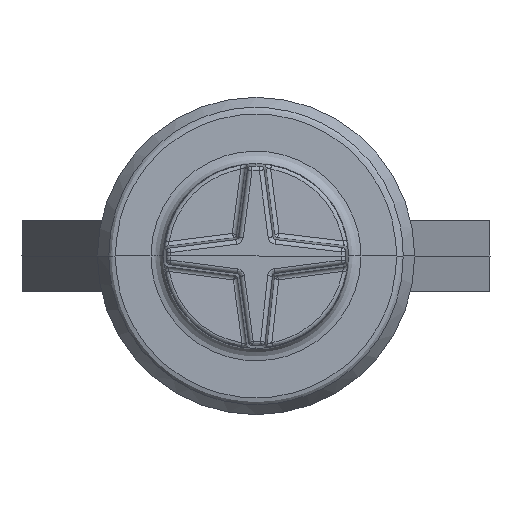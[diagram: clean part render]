
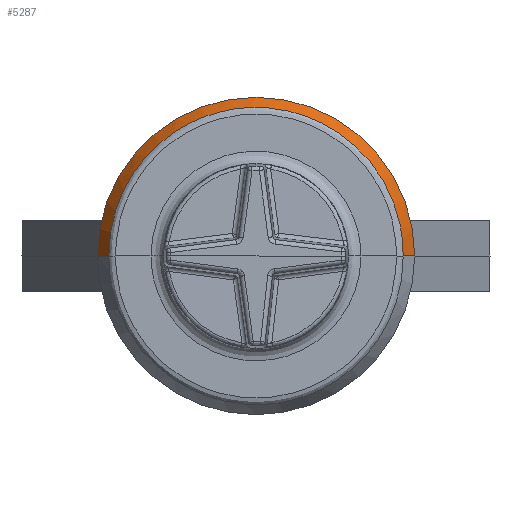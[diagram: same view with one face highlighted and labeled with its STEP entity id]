
A CAD part, left-side view. The second image highlights one B-rep face of the part: STEP entity #5287.
In plain terms, the highlighted conical face has half-angle 30 degrees and reference radius 10.16 mm.
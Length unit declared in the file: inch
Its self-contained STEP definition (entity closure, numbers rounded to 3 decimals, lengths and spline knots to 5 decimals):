
#7 = EDGE_LOOP ( 'NONE', ( #6775, #6702, #2198, #6620, #5540 ) ) ;
#210 = CARTESIAN_POINT ( 'NONE',  ( -0.24623, -0.13386, 0.35023 ) ) ;
#326 = VERTEX_POINT ( 'NONE', #6116 ) ;
#349 = B_SPLINE_CURVE_WITH_KNOTS ( 'NONE', 3,
 ( #1907, #6140, #2950, #6187, #6241, #2433, #5088, #3983, #6706, #2907, #4082, #6683, #5156, #1334, #5699, #2454, #4054, #210, #3000, #729, #4003, #794, #3479, #2976, #749, #1843, #5628, #2380, #773, #4578 ),
 .UNSPECIFIED., .F., .F.,
 ( 4, 2, 2, 2, 2, 2, 2, 2, 2, 2, 2, 2, 2, 2, 4 ),
 ( 0., 0.0625, 0.125, 0.1875, 0.25, 0.3125, 0.375, 0.5, 0.625, 0.6875, 0.75, 0.8125, 0.875, 0.9375, 1. ),
 .UNSPECIFIED. ) ;
#405 = VERTEX_POINT ( 'NONE', #1732 ) ;
#470 = VERTEX_POINT ( 'NONE', #4890 ) ;
#659 = AXIS2_PLACEMENT_3D ( 'NONE', #3863, #3266, #1619 ) ;
#722 = CARTESIAN_POINT ( 'NONE',  ( -0.2018, 0., 0. ) ) ;
#729 = CARTESIAN_POINT ( 'NONE',  ( -0.24678, -0.19424, 0.32045 ) ) ;
#749 = CARTESIAN_POINT ( 'NONE',  ( -0.24883, -0.31849, 0.19585 ) ) ;
#773 = CARTESIAN_POINT ( 'NONE',  ( -0.25143, -0.37135, 0.03122 ) ) ;
#794 = CARTESIAN_POINT ( 'NONE',  ( -0.24753, -0.25213, 0.27678 ) ) ;
#929 = DIRECTION ( 'NONE',  ( 0., 0., 1. ) ) ;
#1004 = DIRECTION ( 'NONE',  ( 0.866, 0.5, 0. ) ) ;
#1026 = CIRCLE ( 'NONE', #3288, 0.4 ) ;
#1334 = CARTESIAN_POINT ( 'NONE',  ( -0.24583, 0.07342, 0.36971 ) ) ;
#1619 = DIRECTION ( 'NONE',  ( 0., 1., 0. ) ) ;
#1732 = CARTESIAN_POINT ( 'NONE',  ( -0.2018, 0., 0.4 ) ) ;
#1843 = CARTESIAN_POINT ( 'NONE',  ( -0.24961, -0.34366, 0.14613 ) ) ;
#1907 = CARTESIAN_POINT ( 'NONE',  ( -0.25195, 0.37105, 0. ) ) ;
#1920 = EDGE_CURVE ( 'NONE', #3410, #3698, #349, .T. ) ;
#2017 = CIRCLE ( 'NONE', #3936, 0.4 ) ;
#2198 = ORIENTED_EDGE ( 'NONE', *, *, #4903, .F. ) ;
#2282 = EDGE_CURVE ( 'NONE', #3410, #326, #6384, .T. ) ;
#2380 = CARTESIAN_POINT ( 'NONE',  ( -0.25094, -0.36767, 0.06162 ) ) ;
#2433 = CARTESIAN_POINT ( 'NONE',  ( -0.24882, 0.31838, 0.19604 ) ) ;
#2454 = CARTESIAN_POINT ( 'NONE',  ( -0.24571, -0.0353, 0.37462 ) ) ;
#2819 = DIRECTION ( 'NONE',  ( 1., 0., 0. ) ) ;
#2907 = CARTESIAN_POINT ( 'NONE',  ( -0.247, 0.21379, 0.30773 ) ) ;
#2950 = CARTESIAN_POINT ( 'NONE',  ( -0.25094, 0.36767, 0.06168 ) ) ;
#2976 = CARTESIAN_POINT ( 'NONE',  ( -0.24847, -0.30349, 0.21852 ) ) ;
#3000 = CARTESIAN_POINT ( 'NONE',  ( -0.24639, -0.15412, 0.34181 ) ) ;
#3245 = FACE_OUTER_BOUND ( 'NONE', #7, .T. ) ;
#3266 = DIRECTION ( 'NONE',  ( 1., 0., 0. ) ) ;
#3288 = AXIS2_PLACEMENT_3D ( 'NONE', #722, #2819, #4953 ) ;
#3410 = VERTEX_POINT ( 'NONE', #5473 ) ;
#3479 = CARTESIAN_POINT ( 'NONE',  ( -0.24782, -0.2703, 0.25898 ) ) ;
#3606 = EDGE_CURVE ( 'NONE', #3698, #470, #4589, .T. ) ;
#3698 = VERTEX_POINT ( 'NONE', #4481 ) ;
#3844 = CONICAL_SURFACE ( 'NONE', #659, 0.4, 0.524 ) ;
#3863 = CARTESIAN_POINT ( 'NONE',  ( -0.2018, 0., 0. ) ) ;
#3936 = AXIS2_PLACEMENT_3D ( 'NONE', #5307, #4755, #929 ) ;
#3983 = CARTESIAN_POINT ( 'NONE',  ( -0.24782, 0.2701, 0.25919 ) ) ;
#4003 = CARTESIAN_POINT ( 'NONE',  ( -0.24701, -0.21409, 0.30751 ) ) ;
#4054 = CARTESIAN_POINT ( 'NONE',  ( -0.24584, -0.07395, 0.3696 ) ) ;
#4082 = CARTESIAN_POINT ( 'NONE',  ( -0.24678, 0.1939, 0.32066 ) ) ;
#4307 = EDGE_CURVE ( 'NONE', #326, #405, #2017, .T. ) ;
#4356 = CARTESIAN_POINT ( 'NONE',  ( -0.2018, 0.4, 0. ) ) ;
#4481 = CARTESIAN_POINT ( 'NONE',  ( -0.25195, -0.37105, 0. ) ) ;
#4578 = CARTESIAN_POINT ( 'NONE',  ( -0.25195, -0.37105, 0. ) ) ;
#4589 = LINE ( 'NONE', #5060, #5319 ) ;
#4755 = DIRECTION ( 'NONE',  ( 1., 0., 0. ) ) ;
#4890 = CARTESIAN_POINT ( 'NONE',  ( -0.2018, -0.4, 0. ) ) ;
#4903 = EDGE_CURVE ( 'NONE', #405, #470, #1026, .T. ) ;
#4953 = DIRECTION ( 'NONE',  ( 0., 0., 1. ) ) ;
#5057 = VECTOR ( 'NONE', #1004, 39.37008 ) ;
#5060 = CARTESIAN_POINT ( 'NONE',  ( -0.2018, -0.4, 0. ) ) ;
#5088 = CARTESIAN_POINT ( 'NONE',  ( -0.24847, 0.30335, 0.21872 ) ) ;
#5156 = CARTESIAN_POINT ( 'NONE',  ( -0.24622, 0.13342, 0.3504 ) ) ;
#5287 = ADVANCED_FACE ( 'NONE', ( #3245 ), #3844, .T. ) ;
#5307 = CARTESIAN_POINT ( 'NONE',  ( -0.2018, 0., 0. ) ) ;
#5319 = VECTOR ( 'NONE', #6232, 39.37008 ) ;
#5473 = CARTESIAN_POINT ( 'NONE',  ( -0.25195, 0.37105, 0. ) ) ;
#5540 = ORIENTED_EDGE ( 'NONE', *, *, #2282, .F. ) ;
#5628 = CARTESIAN_POINT ( 'NONE',  ( -0.25003, -0.35383, 0.11908 ) ) ;
#5699 = CARTESIAN_POINT ( 'NONE',  ( -0.2457, 0.03468, 0.37468 ) ) ;
#6116 = CARTESIAN_POINT ( 'NONE',  ( -0.2018, 0.4, 0. ) ) ;
#6140 = CARTESIAN_POINT ( 'NONE',  ( -0.25143, 0.37135, 0.03125 ) ) ;
#6187 = CARTESIAN_POINT ( 'NONE',  ( -0.25003, 0.35379, 0.11919 ) ) ;
#6232 = DIRECTION ( 'NONE',  ( 0.866, -0.5, 0. ) ) ;
#6241 = CARTESIAN_POINT ( 'NONE',  ( -0.24961, 0.3436, 0.14628 ) ) ;
#6384 = LINE ( 'NONE', #4356, #5057 ) ;
#6620 = ORIENTED_EDGE ( 'NONE', *, *, #4307, .F. ) ;
#6683 = CARTESIAN_POINT ( 'NONE',  ( -0.24639, 0.15371, 0.34199 ) ) ;
#6702 = ORIENTED_EDGE ( 'NONE', *, *, #3606, .T. ) ;
#6706 = CARTESIAN_POINT ( 'NONE',  ( -0.24752, 0.25189, 0.277 ) ) ;
#6775 = ORIENTED_EDGE ( 'NONE', *, *, #1920, .T. ) ;
